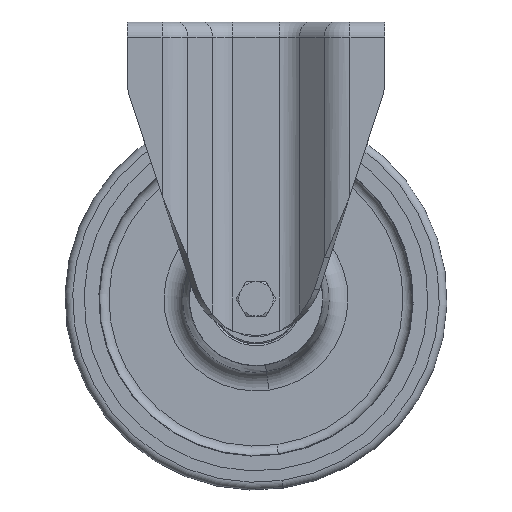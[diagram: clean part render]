
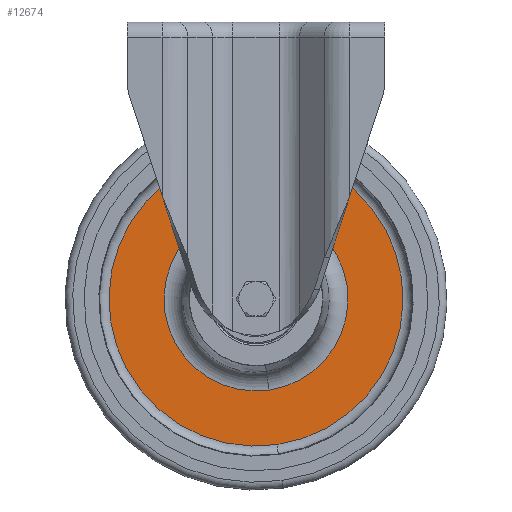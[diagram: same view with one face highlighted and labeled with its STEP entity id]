
A CAD part, top view. The second image highlights one B-rep face of the part: STEP entity #12674.
In plain terms, the highlighted planar face has unit normal (0, 0, 1).
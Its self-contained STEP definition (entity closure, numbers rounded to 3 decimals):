
#42 = ORIENTED_EDGE ( 'NONE', *, *, #2685, .T. ) ;
#71 = CIRCLE ( 'NONE', #7737, 48.152 ) ;
#265 = CARTESIAN_POINT ( 'NONE',  ( -6.842, -93.337, 3. ) ) ;
#1069 = DIRECTION ( 'NONE',  ( -0.142, 0.99, 0. ) ) ;
#1753 = PLANE ( 'NONE',  #7086 ) ;
#1761 = VERTEX_POINT ( 'NONE', #16443 ) ;
#2270 = EDGE_CURVE ( 'NONE', #7988, #16027, #71, .T. ) ;
#2685 = EDGE_CURVE ( 'NONE', #16027, #7988, #7047, .T. ) ;
#3221 = ORIENTED_EDGE ( 'NONE', *, *, #5294, .T. ) ;
#3328 = DIRECTION ( 'NONE',  ( -0.142, 0.99, 0. ) ) ;
#3333 = EDGE_CURVE ( 'NONE', #6415, #1761, #4455, .T. ) ;
#3569 = DIRECTION ( 'NONE',  ( 0., 0., -1. ) ) ;
#3610 = AXIS2_PLACEMENT_3D ( 'NONE', #10538, #15753, #14414 ) ;
#3654 = DIRECTION ( 'NONE',  ( -0.142, 0.99, 0. ) ) ;
#4349 = DIRECTION ( 'NONE',  ( 0., 0., 1. ) ) ;
#4455 = CIRCLE ( 'NONE', #10156, 77. ) ;
#5294 = EDGE_CURVE ( 'NONE', #1761, #6415, #9265, .T. ) ;
#5373 = ORIENTED_EDGE ( 'NONE', *, *, #3333, .T. ) ;
#5560 = ORIENTED_EDGE ( 'NONE', *, *, #2270, .T. ) ;
#5727 = CARTESIAN_POINT ( 'NONE',  ( 0., -141., 3. ) ) ;
#6415 = VERTEX_POINT ( 'NONE', #7213 ) ;
#6953 = FACE_BOUND ( 'NONE', #13827, .T. ) ;
#7047 = CIRCLE ( 'NONE', #15905, 48.152 ) ;
#7086 = AXIS2_PLACEMENT_3D ( 'NONE', #9412, #4349, #8137 ) ;
#7213 = CARTESIAN_POINT ( 'NONE',  ( -10.941, -64.781, 3. ) ) ;
#7737 = AXIS2_PLACEMENT_3D ( 'NONE', #10080, #3569, #1069 ) ;
#7988 = VERTEX_POINT ( 'NONE', #8778 ) ;
#8137 = DIRECTION ( 'NONE',  ( -0.142, 0.99, 0. ) ) ;
#8778 = CARTESIAN_POINT ( 'NONE',  ( 6.842, -188.663, 3. ) ) ;
#9265 = CIRCLE ( 'NONE', #3610, 77. ) ;
#9412 = CARTESIAN_POINT ( 'NONE',  ( -81.168, -152.652, 3. ) ) ;
#10080 = CARTESIAN_POINT ( 'NONE',  ( 0., -141., 3. ) ) ;
#10156 = AXIS2_PLACEMENT_3D ( 'NONE', #5727, #12133, #3328 ) ;
#10538 = CARTESIAN_POINT ( 'NONE',  ( 0., -141., 3. ) ) ;
#12133 = DIRECTION ( 'NONE',  ( 0., 0., 1. ) ) ;
#12674 = ADVANCED_FACE ( 'NONE', ( #6953, #16353 ), #1753, .T. ) ;
#13827 = EDGE_LOOP ( 'NONE', ( #42, #5560 ) ) ;
#14032 = EDGE_LOOP ( 'NONE', ( #5373, #3221 ) ) ;
#14414 = DIRECTION ( 'NONE',  ( -0.142, 0.99, 0. ) ) ;
#14988 = DIRECTION ( 'NONE',  ( 0., 0., -1. ) ) ;
#15051 = CARTESIAN_POINT ( 'NONE',  ( 0., -141., 3. ) ) ;
#15753 = DIRECTION ( 'NONE',  ( 0., 0., 1. ) ) ;
#15905 = AXIS2_PLACEMENT_3D ( 'NONE', #15051, #14988, #3654 ) ;
#16027 = VERTEX_POINT ( 'NONE', #265 ) ;
#16353 = FACE_OUTER_BOUND ( 'NONE', #14032, .T. ) ;
#16443 = CARTESIAN_POINT ( 'NONE',  ( 10.941, -217.219, 3. ) ) ;
